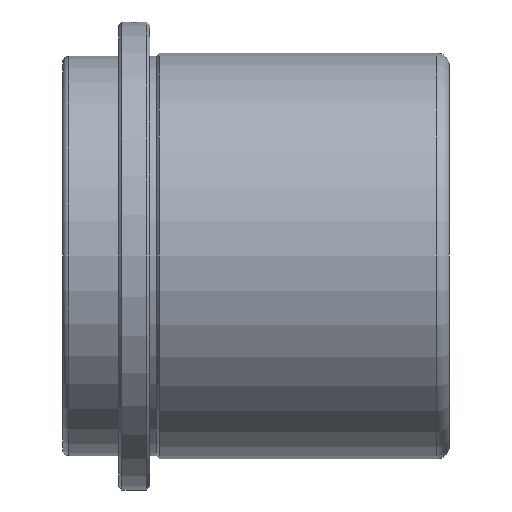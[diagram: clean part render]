
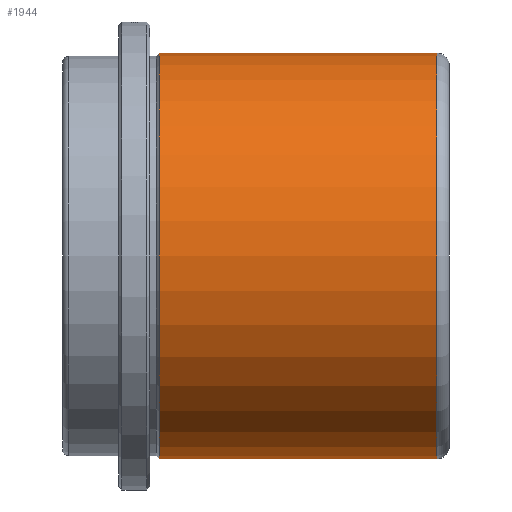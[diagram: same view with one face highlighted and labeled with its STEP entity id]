
A CAD part, left-side view. The second image highlights one B-rep face of the part: STEP entity #1944.
In plain terms, the highlighted cylindrical face has radius 32.5 mm (diameter 65 mm), a partial arc.
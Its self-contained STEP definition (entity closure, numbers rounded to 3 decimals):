
#161 = ORIENTED_EDGE ( 'NONE', *, *, #312, .F. ) ;
#312 = EDGE_CURVE ( 'NONE', #1121, #2882, #2957, .T. ) ;
#321 = AXIS2_PLACEMENT_3D ( 'NONE', #3881, #892, #430 ) ;
#430 = DIRECTION ( 'NONE',  ( 0., 0., 1. ) ) ;
#700 = VERTEX_POINT ( 'NONE', #5142 ) ;
#892 = DIRECTION ( 'NONE',  ( 0., 1., 0. ) ) ;
#953 = DIRECTION ( 'NONE',  ( 0., 1., 0. ) ) ;
#1121 = VERTEX_POINT ( 'NONE', #5770 ) ;
#1228 = EDGE_CURVE ( 'NONE', #2882, #700, #4492, .T. ) ;
#1534 = LINE ( 'NONE', #2016, #5914 ) ;
#1612 = CYLINDRICAL_SURFACE ( 'NONE', #321, 32.5 ) ;
#1885 = AXIS2_PLACEMENT_3D ( 'NONE', #5485, #953, #2884 ) ;
#1944 = ADVANCED_FACE ( 'NONE', ( #3106 ), #1612, .T. ) ;
#2016 = CARTESIAN_POINT ( 'NONE',  ( 0., 0., 32.5 ) ) ;
#2654 = ORIENTED_EDGE ( 'NONE', *, *, #1228, .F. ) ;
#2882 = VERTEX_POINT ( 'NONE', #4194 ) ;
#2884 = DIRECTION ( 'NONE',  ( 0., 0., 1. ) ) ;
#2957 = LINE ( 'NONE', #4025, #3037 ) ;
#3037 = VECTOR ( 'NONE', #5094, 1000. ) ;
#3106 = FACE_OUTER_BOUND ( 'NONE', #6123, .T. ) ;
#3429 = AXIS2_PLACEMENT_3D ( 'NONE', #4648, #6276, #6251 ) ;
#3465 = CARTESIAN_POINT ( 'NONE',  ( 0., -12.248, 32.5 ) ) ;
#3518 = ORIENTED_EDGE ( 'NONE', *, *, #4337, .T. ) ;
#3881 = CARTESIAN_POINT ( 'NONE',  ( 0., 0., 0. ) ) ;
#4025 = CARTESIAN_POINT ( 'NONE',  ( 0., 0., -32.5 ) ) ;
#4129 = VERTEX_POINT ( 'NONE', #3465 ) ;
#4194 = CARTESIAN_POINT ( 'NONE',  ( 0., 32.252, -32.5 ) ) ;
#4337 = EDGE_CURVE ( 'NONE', #4129, #700, #1534, .T. ) ;
#4474 = DIRECTION ( 'NONE',  ( 0., 1., 0. ) ) ;
#4492 = CIRCLE ( 'NONE', #1885, 32.5 ) ;
#4648 = CARTESIAN_POINT ( 'NONE',  ( 0., -12.248, 0. ) ) ;
#5094 = DIRECTION ( 'NONE',  ( 0., 1., 0. ) ) ;
#5142 = CARTESIAN_POINT ( 'NONE',  ( 0., 32.252, 32.5 ) ) ;
#5485 = CARTESIAN_POINT ( 'NONE',  ( 0., 32.252, 0. ) ) ;
#5770 = CARTESIAN_POINT ( 'NONE',  ( 0., -12.248, -32.5 ) ) ;
#5914 = VECTOR ( 'NONE', #4474, 1000. ) ;
#6095 = ORIENTED_EDGE ( 'NONE', *, *, #6253, .T. ) ;
#6123 = EDGE_LOOP ( 'NONE', ( #161, #6095, #3518, #2654 ) ) ;
#6142 = CIRCLE ( 'NONE', #3429, 32.5 ) ;
#6251 = DIRECTION ( 'NONE',  ( 0., 0., 1. ) ) ;
#6253 = EDGE_CURVE ( 'NONE', #1121, #4129, #6142, .T. ) ;
#6276 = DIRECTION ( 'NONE',  ( 0., 1., 0. ) ) ;
